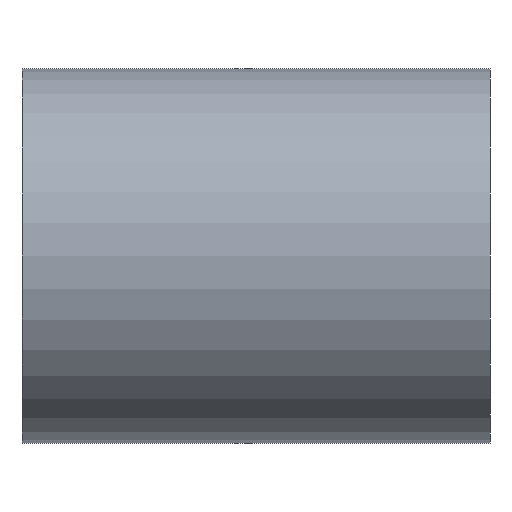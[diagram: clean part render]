
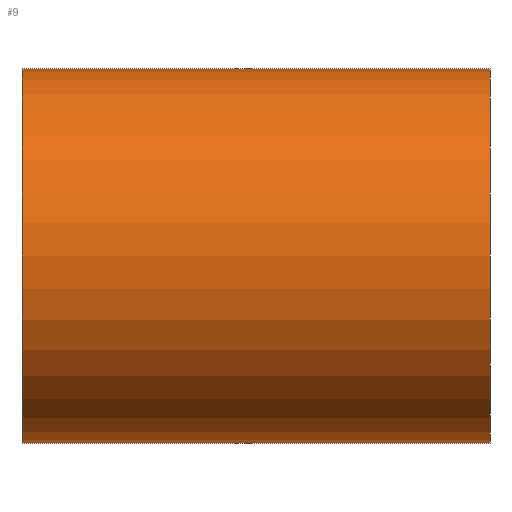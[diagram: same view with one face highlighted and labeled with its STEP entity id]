
A CAD part, left-side view. The second image highlights one B-rep face of the part: STEP entity #9.
In plain terms, the highlighted cylindrical face has radius 4 mm (diameter 8 mm), a partial arc.
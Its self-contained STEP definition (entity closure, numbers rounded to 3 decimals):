
#9 = ADVANCED_FACE ( 'NONE', ( #133 ), #131, .T. ) ;
#33 = DIRECTION ( 'NONE',  ( 0., 0., -1. ) ) ;
#41 = VERTEX_POINT ( 'NONE', #69 ) ;
#47 = DIRECTION ( 'NONE',  ( 0., -1., 0. ) ) ;
#48 = CARTESIAN_POINT ( 'NONE',  ( 0., 10., -4. ) ) ;
#51 = DIRECTION ( 'NONE',  ( 0., 0., 1. ) ) ;
#52 = DIRECTION ( 'NONE',  ( 0., 1., 0. ) ) ;
#55 = CARTESIAN_POINT ( 'NONE',  ( 0., 10., 0. ) ) ;
#56 = DIRECTION ( 'NONE',  ( 0., -1., 0. ) ) ;
#57 = CARTESIAN_POINT ( 'NONE',  ( 0., 0., 0. ) ) ;
#58 = DIRECTION ( 'NONE',  ( 0., 0., 1. ) ) ;
#59 = DIRECTION ( 'NONE',  ( 0., 1., 0. ) ) ;
#60 = CARTESIAN_POINT ( 'NONE',  ( 0., 10., 0. ) ) ;
#61 = VERTEX_POINT ( 'NONE', #68 ) ;
#62 = CARTESIAN_POINT ( 'NONE',  ( 0., 10., 4. ) ) ;
#63 = VERTEX_POINT ( 'NONE', #64 ) ;
#64 = CARTESIAN_POINT ( 'NONE',  ( 0., 0., -4. ) ) ;
#66 = VERTEX_POINT ( 'NONE', #72 ) ;
#68 = CARTESIAN_POINT ( 'NONE',  ( 0., 10., -4. ) ) ;
#69 = CARTESIAN_POINT ( 'NONE',  ( 0., 10., 4. ) ) ;
#71 = DIRECTION ( 'NONE',  ( 0., -1., 0. ) ) ;
#72 = CARTESIAN_POINT ( 'NONE',  ( 0., 0., 4. ) ) ;
#76 = EDGE_CURVE ( 'NONE', #61, #41, #126, .T. ) ;
#80 = EDGE_CURVE ( 'NONE', #41, #66, #127, .T. ) ;
#84 = AXIS2_PLACEMENT_3D ( 'NONE', #55, #71, #33 ) ;
#85 = EDGE_CURVE ( 'NONE', #63, #66, #123, .T. ) ;
#86 = AXIS2_PLACEMENT_3D ( 'NONE', #60, #59, #58 ) ;
#87 = AXIS2_PLACEMENT_3D ( 'NONE', #57, #52, #51 ) ;
#90 = EDGE_CURVE ( 'NONE', #61, #63, #130, .T. ) ;
#123 = CIRCLE ( 'NONE', #87, 4. ) ;
#125 = VECTOR ( 'NONE', #47, 1000. ) ;
#126 = CIRCLE ( 'NONE', #86, 4. ) ;
#127 = LINE ( 'NONE', #62, #128 ) ;
#128 = VECTOR ( 'NONE', #56, 1000. ) ;
#130 = LINE ( 'NONE', #48, #125 ) ;
#131 = CYLINDRICAL_SURFACE ( 'NONE', #84, 4. ) ;
#133 = FACE_OUTER_BOUND ( 'NONE', #142, .T. ) ;
#135 = ORIENTED_EDGE ( 'NONE', *, *, #90, .T. ) ;
#137 = ORIENTED_EDGE ( 'NONE', *, *, #76, .F. ) ;
#142 = EDGE_LOOP ( 'NONE', ( #145, #137, #135, #144 ) ) ;
#144 = ORIENTED_EDGE ( 'NONE', *, *, #85, .T. ) ;
#145 = ORIENTED_EDGE ( 'NONE', *, *, #80, .F. ) ;
